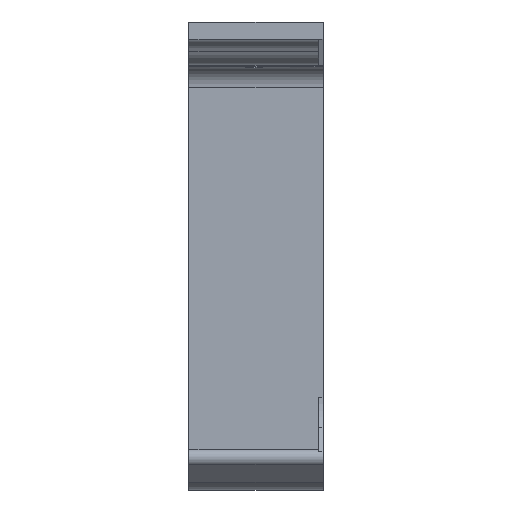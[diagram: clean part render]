
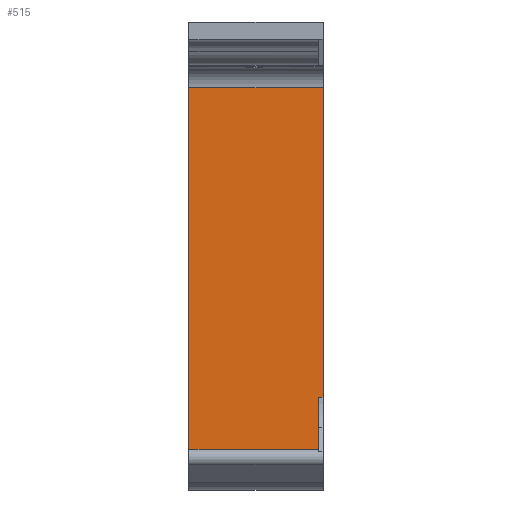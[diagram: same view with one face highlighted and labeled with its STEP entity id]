
A CAD part, top view. The second image highlights one B-rep face of the part: STEP entity #515.
In plain terms, the highlighted planar face has unit normal (0, 0, 1).
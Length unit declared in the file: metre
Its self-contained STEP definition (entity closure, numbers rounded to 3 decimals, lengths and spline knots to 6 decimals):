
#56=LINE('',#824,#103);
#57=LINE('',#827,#104);
#58=LINE('',#829,#105);
#59=LINE('',#831,#106);
#60=LINE('',#833,#107);
#61=LINE('',#835,#108);
#103=VECTOR('',#663,1.);
#104=VECTOR('',#664,1.);
#105=VECTOR('',#665,1.);
#106=VECTOR('',#666,1.);
#107=VECTOR('',#667,1.);
#108=VECTOR('',#668,1.);
#166=ORIENTED_EDGE('',*,*,#305,.F.);
#167=ORIENTED_EDGE('',*,*,#306,.T.);
#168=ORIENTED_EDGE('',*,*,#307,.F.);
#169=ORIENTED_EDGE('',*,*,#308,.T.);
#170=ORIENTED_EDGE('',*,*,#309,.T.);
#171=ORIENTED_EDGE('',*,*,#310,.F.);
#305=EDGE_CURVE('',#372,#373,#56,.T.);
#306=EDGE_CURVE('',#372,#374,#57,.F.);
#307=EDGE_CURVE('',#375,#374,#58,.T.);
#308=EDGE_CURVE('',#375,#376,#59,.T.);
#309=EDGE_CURVE('',#376,#377,#60,.T.);
#310=EDGE_CURVE('',#373,#377,#61,.T.);
#372=VERTEX_POINT('',#825);
#373=VERTEX_POINT('',#826);
#374=VERTEX_POINT('',#828);
#375=VERTEX_POINT('',#830);
#376=VERTEX_POINT('',#832);
#377=VERTEX_POINT('',#834);
#430=EDGE_LOOP('',(#166,#167,#168,#169,#170,#171));
#468=FACE_BOUND('',#430,.T.);
#498=PLANE('',#566);
#515=ADVANCED_FACE('',(#468),#498,.F.);
#566=AXIS2_PLACEMENT_3D('',#823,#661,#662);
#661=DIRECTION('',(0.,0.,-1.));
#662=DIRECTION('',(0.,1.,0.));
#663=DIRECTION('',(0.,-1.,0.));
#664=DIRECTION('',(-1.,0.,0.));
#665=DIRECTION('',(0.,-1.,0.));
#666=DIRECTION('',(-1.,0.,0.));
#667=DIRECTION('',(0.,-1.,0.));
#668=DIRECTION('',(-1.,0.,0.));
#823=CARTESIAN_POINT('',(0.03,-0.050983,0.006));
#824=CARTESIAN_POINT('',(0.03,-0.050983,0.006));
#825=CARTESIAN_POINT('',(0.03,-0.08251,0.006));
#826=CARTESIAN_POINT('',(0.03,-0.095966,0.006));
#827=CARTESIAN_POINT('',(0.03,-0.08251,0.006));
#828=CARTESIAN_POINT('',(0.031,-0.08251,0.006));
#829=CARTESIAN_POINT('',(0.031,-0.050983,0.006));
#830=CARTESIAN_POINT('',(0.031,-0.011,0.006));
#831=CARTESIAN_POINT('',(0.,-0.011,0.006));
#832=CARTESIAN_POINT('',(0.,-0.011,0.006));
#833=CARTESIAN_POINT('',(0.,-0.050983,0.006));
#834=CARTESIAN_POINT('',(0.,-0.095966,0.006));
#835=CARTESIAN_POINT('',(0.03,-0.095966,0.006));
